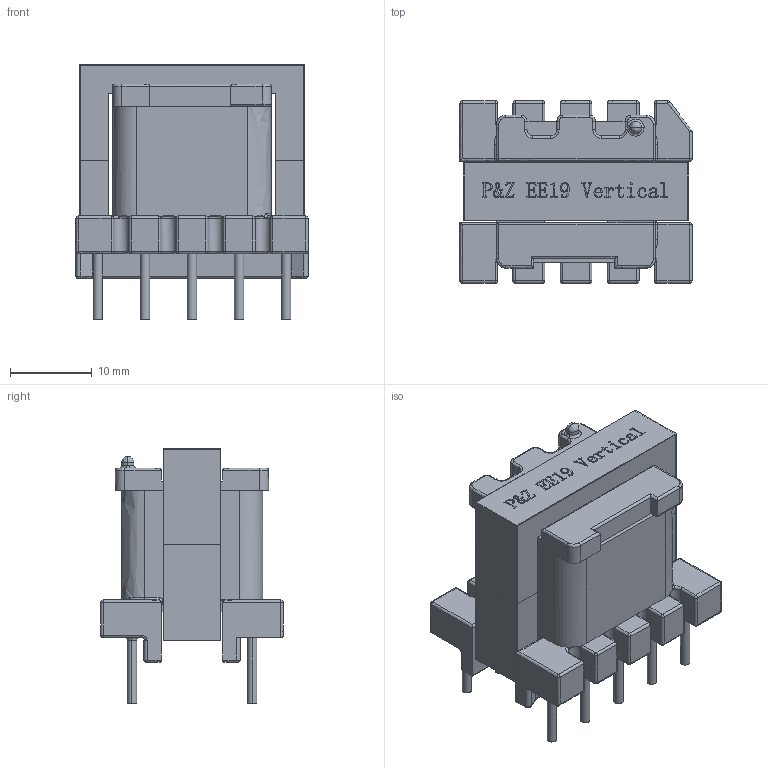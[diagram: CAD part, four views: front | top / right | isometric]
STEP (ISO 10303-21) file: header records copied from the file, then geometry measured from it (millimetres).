
FILE_DESCRIPTION(('FreeCAD Model'),'2;1');
FILE_NAME('Open CASCADE Shape Model','2025-04-29T10:38:31',('FreeCAD'),( 'FreeCAD'),'Open CASCADE STEP processor 7.6','FreeCAD','Unknown');
FILE_SCHEMA(('AUTOMOTIVE_DESIGN { 1 0 10303 214 1 1 1 1 }'));
Length unit declared in the file: millimetre
Products named in the file (1): Open CASCADE STEP translator 7.6 1
Bounding box: 28.44 x 22.37 x 31.29 mm (x, y, z)
Volume: 8669 mm3; surface area: 7899.5 mm2
Topology: 3 solids, 5 shells, 829 faces, 2093 edges, 1249 vertices
Faces by surface type: bspline 829
Entity records: 29616 total; most frequent: CARTESIAN_POINT 17700, ORIENTED_EDGE 4080, EDGE_CURVE 2040, B_SPLINE_CURVE_WITH_KNOTS 1504, VERTEX_POINT 1249, FACE_BOUND 863, EDGE_LOOP 863, ADVANCED_FACE 829
